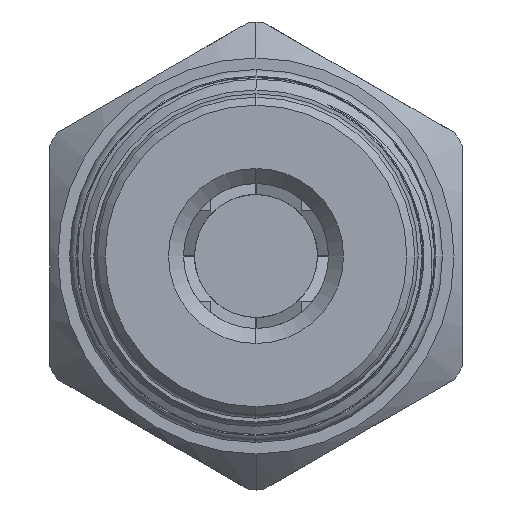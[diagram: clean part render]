
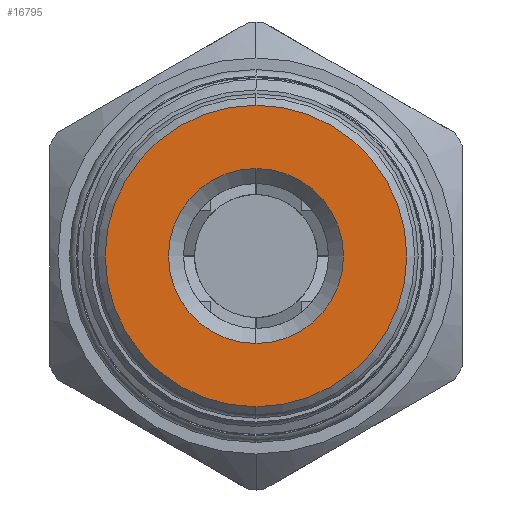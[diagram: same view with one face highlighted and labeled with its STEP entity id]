
A CAD part, left-side view. The second image highlights one B-rep face of the part: STEP entity #16795.
In plain terms, the highlighted planar face has unit normal (-1, 0, 0).
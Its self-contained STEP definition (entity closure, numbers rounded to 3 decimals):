
#1617 = ORIENTED_EDGE ( 'NONE', *, *, #4702, .T. ) ;
#1639 = ORIENTED_EDGE ( 'NONE', *, *, #4099, .T. ) ;
#1640 = ORIENTED_EDGE ( 'NONE', *, *, #4708, .T. ) ;
#1660 = ORIENTED_EDGE ( 'NONE', *, *, #17730, .T. ) ;
#2078 = VERTEX_POINT ( 'NONE', #17426 ) ;
#2090 = VERTEX_POINT ( 'NONE', #17438 ) ;
#2153 = VERTEX_POINT ( 'NONE', #17501 ) ;
#2164 = VERTEX_POINT ( 'NONE', #17512 ) ;
#3063 = EDGE_LOOP ( 'NONE', ( #1617, #1660 ) ) ;
#3064 = EDGE_LOOP ( 'NONE', ( #1639, #1640 ) ) ;
#3223 = CIRCLE ( 'NONE', #4676, 15.075 ) ;
#3735 = CARTESIAN_POINT ( 'NONE',  ( 0., 0., 0. ) ) ;
#3736 = DIRECTION ( 'NONE',  ( -1., 0., 0. ) ) ;
#3737 = DIRECTION ( 'NONE',  ( 0., 0., -1. ) ) ;
#4099 = EDGE_CURVE ( 'NONE', #2078, #2090, #3223, .T. ) ;
#4214 = AXIS2_PLACEMENT_3D ( 'NONE', #9825, #9832, #9833 ) ;
#4571 = AXIS2_PLACEMENT_3D ( 'NONE', #5934, #5935, #5936 ) ;
#4584 = AXIS2_PLACEMENT_3D ( 'NONE', #5919, #5920, #5921 ) ;
#4676 = AXIS2_PLACEMENT_3D ( 'NONE', #3735, #3736, #3737 ) ;
#4702 = EDGE_CURVE ( 'NONE', #2153, #2164, #6007, .T. ) ;
#4708 = EDGE_CURVE ( 'NONE', #2090, #2078, #6015, .T. ) ;
#5919 = CARTESIAN_POINT ( 'NONE',  ( 0., 0., 0. ) ) ;
#5920 = DIRECTION ( 'NONE',  ( 1., 0., 0. ) ) ;
#5921 = DIRECTION ( 'NONE',  ( 0., 0., -1. ) ) ;
#5934 = CARTESIAN_POINT ( 'NONE',  ( 0., 0., 0. ) ) ;
#5935 = DIRECTION ( 'NONE',  ( -1., 0., 0. ) ) ;
#5936 = DIRECTION ( 'NONE',  ( 0., 0., -1. ) ) ;
#6007 = CIRCLE ( 'NONE', #4584, 8.75 ) ;
#6015 = CIRCLE ( 'NONE', #4571, 15.075 ) ;
#6640 = FACE_OUTER_BOUND ( 'NONE', #3064, .T. ) ;
#6653 = FACE_BOUND ( 'NONE', #3063, .T. ) ;
#6803 = CIRCLE ( 'NONE', #17343, 8.75 ) ;
#9825 = CARTESIAN_POINT ( 'NONE',  ( 0., 0., 0. ) ) ;
#9826 = PLANE ( 'NONE',  #4214 ) ;
#9832 = DIRECTION ( 'NONE',  ( 1., 0., 0. ) ) ;
#9833 = DIRECTION ( 'NONE',  ( 0., 0., -1. ) ) ;
#11177 = CARTESIAN_POINT ( 'NONE',  ( 0., 0., 0. ) ) ;
#11178 = DIRECTION ( 'NONE',  ( 1., 0., 0. ) ) ;
#11179 = DIRECTION ( 'NONE',  ( 0., 0., -1. ) ) ;
#16795 = ADVANCED_FACE ( 'NONE', ( #6640, #6653 ), #9826, .F. ) ;
#17343 = AXIS2_PLACEMENT_3D ( 'NONE', #11177, #11178, #11179 ) ;
#17426 = CARTESIAN_POINT ( 'NONE',  ( 0., 0., -15.075 ) ) ;
#17438 = CARTESIAN_POINT ( 'NONE',  ( 0., 0., 15.075 ) ) ;
#17501 = CARTESIAN_POINT ( 'NONE',  ( 0., 0., 8.75 ) ) ;
#17512 = CARTESIAN_POINT ( 'NONE',  ( 0., 0., -8.75 ) ) ;
#17730 = EDGE_CURVE ( 'NONE', #2164, #2153, #6803, .T. ) ;
